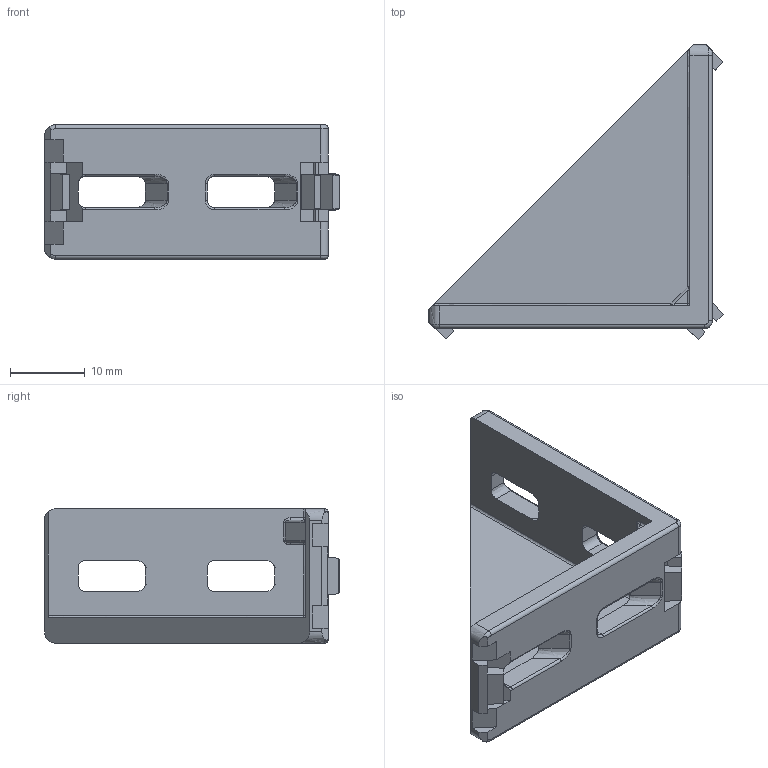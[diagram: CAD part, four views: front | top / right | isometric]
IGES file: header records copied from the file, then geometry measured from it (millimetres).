
Global section: file name: 301838; native system: Autodesk Inventor 2021; preprocessor: unknown; author: T. Włodkowski,; organization: 11; date: 20221007.092042; units: millimetre
Bounding box: 39.5 x 39.5 x 18 mm (x, y, z)
Volume: 5342.1 mm3; surface area: 4356.9 mm2
Topology: 1 solids, 1 shells, 165 faces, 424 edges, 261 vertices
Faces by surface type: bspline 165
